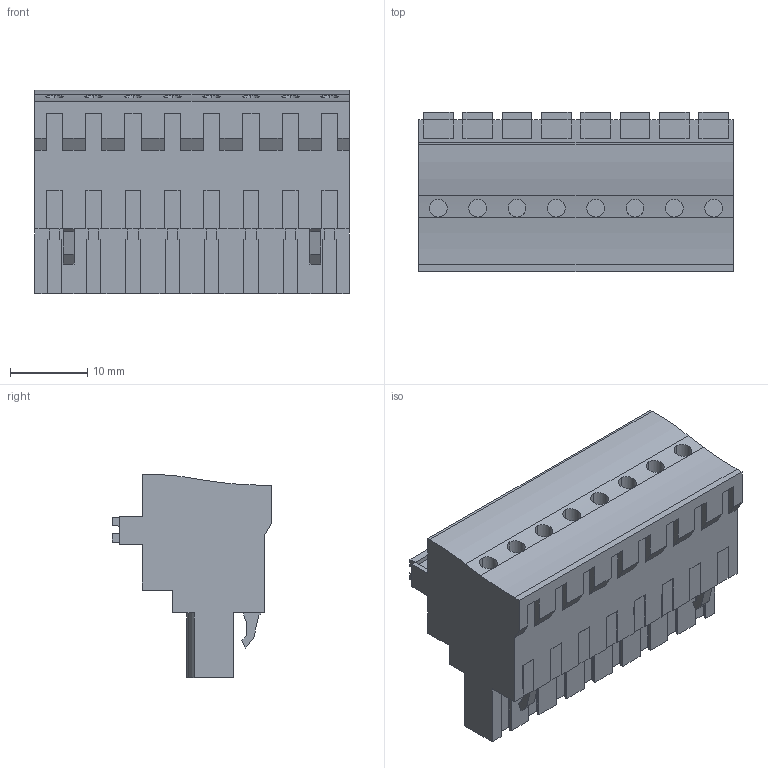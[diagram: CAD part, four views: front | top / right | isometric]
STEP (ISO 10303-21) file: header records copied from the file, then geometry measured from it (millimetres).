
FILE_DESCRIPTION(('CATIA V5 STEP Exchange','CAx-IF Rec.Pracs.--- Model Styling and Organization---1.2---2011-12-15'),'2;1');
FILE_NAME ('D1461159_0_1982760000_1982760000.stp','2017-10-30T15:05:55+00:00',('none'),('Weidmueller'),'CATIA Version 5-6 Release 2014','CATIA V5 STEP AP214','none');
FILE_SCHEMA(('AUTOMOTIVE_DESIGN { 1 0 10303 214 1 1 1 1 }'));
Length unit declared in the file: millimetre
Products named in the file (1): 1982760000
Bounding box: 40.64 x 20.64 x 26.24 mm (x, y, z)
Volume: 12003.5 mm3; surface area: 6107.4 mm2
Topology: 9 solids, 9 shells, 568 faces, 1577 edges, 1061 vertices
Faces by surface type: plane 485, cylinder 83
Entity records: 16600 total; most frequent: ORIENTED_EDGE 3154, CARTESIAN_POINT 3069, DIRECTION 2165, EDGE_CURVE 1577, VECTOR 1411, LINE 1411, VERTEX_POINT 1061, EDGE_LOOP 602
